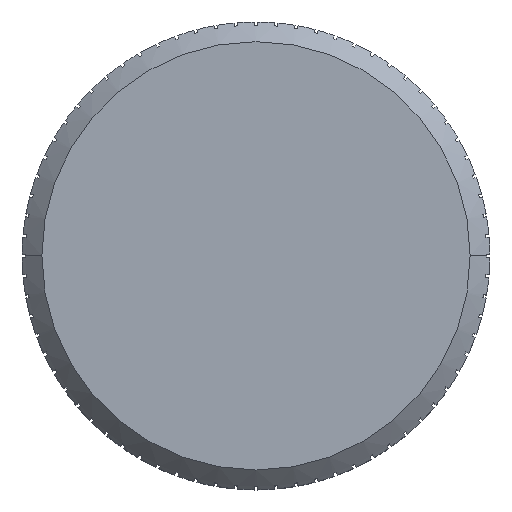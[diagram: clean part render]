
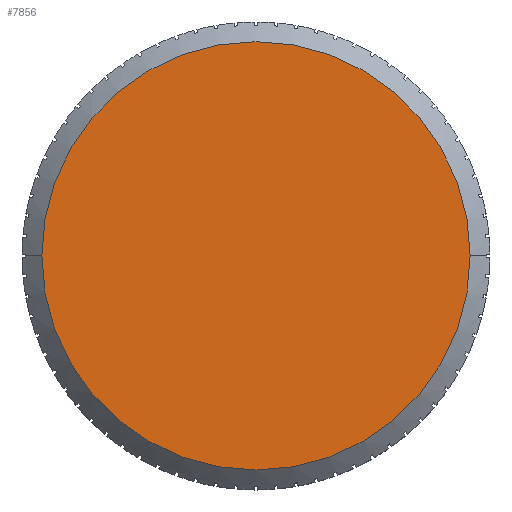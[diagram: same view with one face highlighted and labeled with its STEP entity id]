
A CAD part, top view. The second image highlights one B-rep face of the part: STEP entity #7856.
In plain terms, the highlighted planar face has unit normal (0, 0, 1).
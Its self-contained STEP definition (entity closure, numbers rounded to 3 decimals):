
#3089 = CARTESIAN_POINT ( 'NONE',  ( 0., 0., 8. ) ) ;
#3094 = DIRECTION ( 'NONE',  ( 0., 0., 1. ) ) ;
#3097 = DIRECTION ( 'NONE',  ( 1., 0., 0. ) ) ;
#3577 = EDGE_LOOP ( 'NONE', ( #9748, #9749 ) ) ;
#5241 = CIRCLE ( 'NONE', #12118, 8.7 ) ;
#5263 = CIRCLE ( 'NONE', #12123, 8.7 ) ;
#6895 = CARTESIAN_POINT ( 'NONE',  ( 0., 0., 8. ) ) ;
#6917 = DIRECTION ( 'NONE',  ( 0., 0., 1. ) ) ;
#6918 = DIRECTION ( 'NONE',  ( 1., 0., 0. ) ) ;
#7856 = ADVANCED_FACE ( 'NONE', ( #13603 ), #21314, .T. ) ;
#9748 = ORIENTED_EDGE ( 'NONE', *, *, #16669, .T. ) ;
#9749 = ORIENTED_EDGE ( 'NONE', *, *, #16510, .T. ) ;
#10386 = VERTEX_POINT ( 'NONE', #21829 ) ;
#12018 = AXIS2_PLACEMENT_3D ( 'NONE', #21312, #21317, #21318 ) ;
#12118 = AXIS2_PLACEMENT_3D ( 'NONE', #6895, #6917, #6918 ) ;
#12123 = AXIS2_PLACEMENT_3D ( 'NONE', #3089, #3094, #3097 ) ;
#12793 = VERTEX_POINT ( 'NONE', #22096 ) ;
#13603 = FACE_OUTER_BOUND ( 'NONE', #3577, .T. ) ;
#16510 = EDGE_CURVE ( 'NONE', #12793, #10386, #5241, .T. ) ;
#16669 = EDGE_CURVE ( 'NONE', #10386, #12793, #5263, .T. ) ;
#21312 = CARTESIAN_POINT ( 'NONE',  ( 0., 0., 8. ) ) ;
#21314 = PLANE ( 'NONE',  #12018 ) ;
#21317 = DIRECTION ( 'NONE',  ( 0., 0., 1. ) ) ;
#21318 = DIRECTION ( 'NONE',  ( 1., 0., 0. ) ) ;
#21829 = CARTESIAN_POINT ( 'NONE',  ( -8.7, 0., 8. ) ) ;
#22096 = CARTESIAN_POINT ( 'NONE',  ( 8.7, 0., 8. ) ) ;
